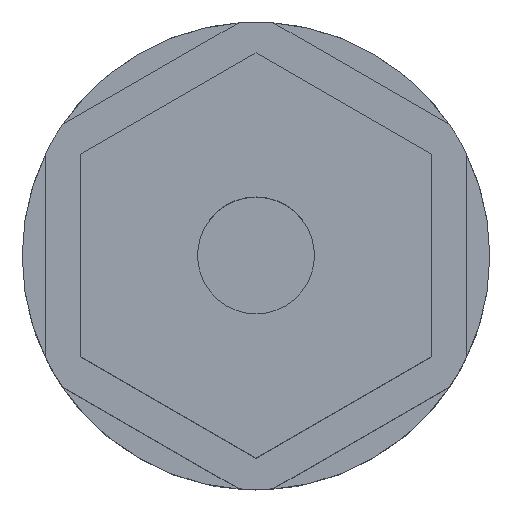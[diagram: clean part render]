
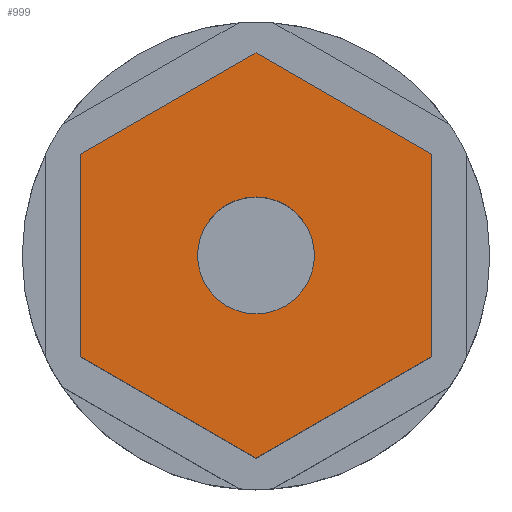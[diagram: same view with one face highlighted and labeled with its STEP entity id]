
A CAD part, top view. The second image highlights one B-rep face of the part: STEP entity #999.
In plain terms, the highlighted planar face has unit normal (0, 0, 1).
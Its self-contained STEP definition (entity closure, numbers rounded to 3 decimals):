
#15 = DIRECTION ( 'NONE',  ( -0.866, 0.5, 0. ) ) ;
#26 = CARTESIAN_POINT ( 'NONE',  ( 0., 0., 32. ) ) ;
#36 = ORIENTED_EDGE ( 'NONE', *, *, #176, .F. ) ;
#43 = CARTESIAN_POINT ( 'NONE',  ( -15., -8.66, 32. ) ) ;
#44 = DIRECTION ( 'NONE',  ( 0., 1., 0. ) ) ;
#56 = CARTESIAN_POINT ( 'NONE',  ( 0., 0., 32. ) ) ;
#73 = CIRCLE ( 'NONE', #1306, 5. ) ;
#107 = CARTESIAN_POINT ( 'NONE',  ( -15., 8.66, 32. ) ) ;
#117 = CARTESIAN_POINT ( 'NONE',  ( -5., 0., 32. ) ) ;
#120 = LINE ( 'NONE', #697, #631 ) ;
#133 = VERTEX_POINT ( 'NONE', #614 ) ;
#148 = VECTOR ( 'NONE', #44, 1000. ) ;
#165 = EDGE_CURVE ( 'NONE', #213, #1246, #1088, .T. ) ;
#176 = EDGE_CURVE ( 'NONE', #865, #1082, #120, .T. ) ;
#198 = CARTESIAN_POINT ( 'NONE',  ( 0., 17.321, 32. ) ) ;
#213 = VERTEX_POINT ( 'NONE', #107 ) ;
#223 = ORIENTED_EDGE ( 'NONE', *, *, #982, .F. ) ;
#237 = EDGE_CURVE ( 'NONE', #262, #213, #476, .T. ) ;
#238 = ORIENTED_EDGE ( 'NONE', *, *, #1552, .T. ) ;
#255 = CARTESIAN_POINT ( 'NONE',  ( -15., -8.66, 32. ) ) ;
#262 = VERTEX_POINT ( 'NONE', #287 ) ;
#275 = VERTEX_POINT ( 'NONE', #1331 ) ;
#287 = CARTESIAN_POINT ( 'NONE',  ( -15., -8.66, 32. ) ) ;
#317 = EDGE_CURVE ( 'NONE', #133, #1246, #1344, .T. ) ;
#352 = VECTOR ( 'NONE', #819, 1000. ) ;
#382 = LINE ( 'NONE', #43, #1136 ) ;
#398 = EDGE_CURVE ( 'NONE', #275, #475, #73, .T. ) ;
#411 = CARTESIAN_POINT ( 'NONE',  ( -5., 0., 32. ) ) ;
#475 = VERTEX_POINT ( 'NONE', #117 ) ;
#476 = LINE ( 'NONE', #255, #148 ) ;
#500 = ORIENTED_EDGE ( 'NONE', *, *, #398, .F. ) ;
#507 = LINE ( 'NONE', #1123, #890 ) ;
#534 = DIRECTION ( 'NONE',  ( 0., 0., 1. ) ) ;
#543 = DIRECTION ( 'NONE',  ( 0., 0., 1. ) ) ;
#614 = CARTESIAN_POINT ( 'NONE',  ( 15., 8.66, 32. ) ) ;
#620 = DIRECTION ( 'NONE',  ( 0.866, -0.5, 0. ) ) ;
#631 = VECTOR ( 'NONE', #857, 1000. ) ;
#648 = DIRECTION ( 'NONE',  ( 0., 0., 1. ) ) ;
#677 = CIRCLE ( 'NONE', #984, 5. ) ;
#697 = CARTESIAN_POINT ( 'NONE',  ( 15., -8.66, 32. ) ) ;
#700 = AXIS2_PLACEMENT_3D ( 'NONE', #411, #648, #1013 ) ;
#819 = DIRECTION ( 'NONE',  ( 0.866, 0.5, 0. ) ) ;
#857 = DIRECTION ( 'NONE',  ( -0.866, -0.5, 0. ) ) ;
#865 = VERTEX_POINT ( 'NONE', #1521 ) ;
#874 = FACE_BOUND ( 'NONE', #945, .T. ) ;
#890 = VECTOR ( 'NONE', #1106, 1000. ) ;
#924 = ORIENTED_EDGE ( 'NONE', *, *, #1024, .T. ) ;
#945 = EDGE_LOOP ( 'NONE', ( #500, #223 ) ) ;
#974 = ORIENTED_EDGE ( 'NONE', *, *, #237, .F. ) ;
#982 = EDGE_CURVE ( 'NONE', #475, #275, #677, .T. ) ;
#984 = AXIS2_PLACEMENT_3D ( 'NONE', #26, #534, #1114 ) ;
#999 = ADVANCED_FACE ( 'NONE', ( #1458, #874 ), #1342, .T. ) ;
#1013 = DIRECTION ( 'NONE',  ( 1., 0., 0. ) ) ;
#1024 = EDGE_CURVE ( 'NONE', #262, #1082, #382, .T. ) ;
#1082 = VERTEX_POINT ( 'NONE', #1470 ) ;
#1088 = LINE ( 'NONE', #1323, #352 ) ;
#1102 = CARTESIAN_POINT ( 'NONE',  ( 15., 8.66, 32. ) ) ;
#1106 = DIRECTION ( 'NONE',  ( 0., 1., 0. ) ) ;
#1114 = DIRECTION ( 'NONE',  ( 1., 0., 0. ) ) ;
#1123 = CARTESIAN_POINT ( 'NONE',  ( 15., -8.66, 32. ) ) ;
#1136 = VECTOR ( 'NONE', #620, 1000. ) ;
#1140 = DIRECTION ( 'NONE',  ( 1., 0., 0. ) ) ;
#1237 = EDGE_LOOP ( 'NONE', ( #36, #238, #1537, #1423, #974, #924 ) ) ;
#1246 = VERTEX_POINT ( 'NONE', #198 ) ;
#1306 = AXIS2_PLACEMENT_3D ( 'NONE', #56, #543, #1140 ) ;
#1323 = CARTESIAN_POINT ( 'NONE',  ( -15., 8.66, 32. ) ) ;
#1331 = CARTESIAN_POINT ( 'NONE',  ( 5., 0., 32. ) ) ;
#1342 = PLANE ( 'NONE',  #700 ) ;
#1344 = LINE ( 'NONE', #1102, #1387 ) ;
#1387 = VECTOR ( 'NONE', #15, 1000. ) ;
#1423 = ORIENTED_EDGE ( 'NONE', *, *, #165, .F. ) ;
#1458 = FACE_OUTER_BOUND ( 'NONE', #1237, .T. ) ;
#1470 = CARTESIAN_POINT ( 'NONE',  ( 0., -17.321, 32. ) ) ;
#1521 = CARTESIAN_POINT ( 'NONE',  ( 15., -8.66, 32. ) ) ;
#1537 = ORIENTED_EDGE ( 'NONE', *, *, #317, .T. ) ;
#1552 = EDGE_CURVE ( 'NONE', #865, #133, #507, .T. ) ;
